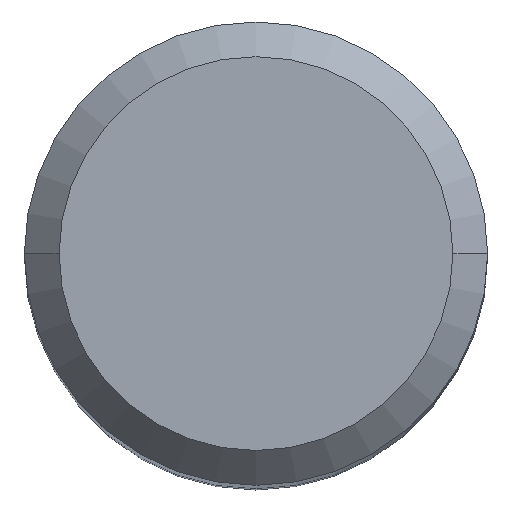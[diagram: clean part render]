
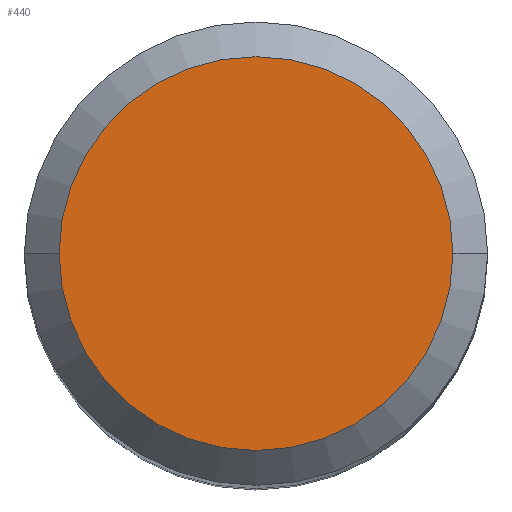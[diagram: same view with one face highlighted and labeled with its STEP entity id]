
A CAD part, top view. The second image highlights one B-rep face of the part: STEP entity #440.
In plain terms, the highlighted planar face has unit normal (0, 0, 1).
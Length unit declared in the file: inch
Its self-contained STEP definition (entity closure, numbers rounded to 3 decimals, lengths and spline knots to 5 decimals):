
#35 = CIRCLE ( 'NONE', #113, 0.16732 ) ;
#37 = VERTEX_POINT ( 'NONE', #105 ) ;
#59 = CARTESIAN_POINT ( 'NONE',  ( 0., 0., 0. ) ) ;
#91 = EDGE_CURVE ( 'NONE', #400, #37, #275, .T. ) ;
#98 = ORIENTED_EDGE ( 'NONE', *, *, #245, .T. ) ;
#105 = CARTESIAN_POINT ( 'NONE',  ( 0.16732, 0., 0. ) ) ;
#113 = AXIS2_PLACEMENT_3D ( 'NONE', #422, #384, #451 ) ;
#127 = FACE_OUTER_BOUND ( 'NONE', #329, .T. ) ;
#180 = DIRECTION ( 'NONE',  ( 1., 0., 0. ) ) ;
#210 = PLANE ( 'NONE',  #382 ) ;
#245 = EDGE_CURVE ( 'NONE', #37, #400, #35, .T. ) ;
#256 = CARTESIAN_POINT ( 'NONE',  ( 0., 0., 0. ) ) ;
#275 = CIRCLE ( 'NONE', #464, 0.16732 ) ;
#284 = DIRECTION ( 'NONE',  ( 0., 0., -1. ) ) ;
#285 = ORIENTED_EDGE ( 'NONE', *, *, #91, .T. ) ;
#329 = EDGE_LOOP ( 'NONE', ( #285, #98 ) ) ;
#360 = CARTESIAN_POINT ( 'NONE',  ( -0.16732, 0., 0. ) ) ;
#372 = DIRECTION ( 'NONE',  ( 0., 0., 1. ) ) ;
#382 = AXIS2_PLACEMENT_3D ( 'NONE', #59, #284, #394 ) ;
#384 = DIRECTION ( 'NONE',  ( 0., 0., 1. ) ) ;
#394 = DIRECTION ( 'NONE',  ( -1., 0., 0. ) ) ;
#400 = VERTEX_POINT ( 'NONE', #360 ) ;
#422 = CARTESIAN_POINT ( 'NONE',  ( 0., 0., 0. ) ) ;
#440 = ADVANCED_FACE ( 'NONE', ( #127 ), #210, .F. ) ;
#451 = DIRECTION ( 'NONE',  ( 1., 0., 0. ) ) ;
#464 = AXIS2_PLACEMENT_3D ( 'NONE', #256, #372, #180 ) ;
